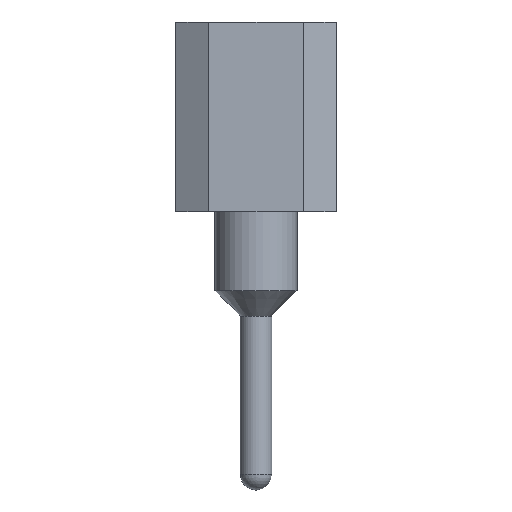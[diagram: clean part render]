
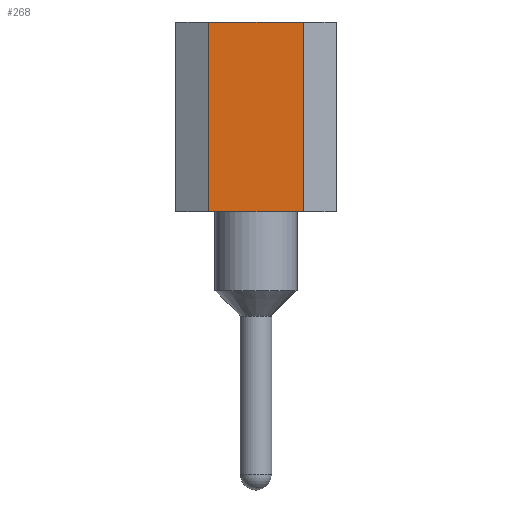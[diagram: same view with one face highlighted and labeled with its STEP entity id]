
A CAD part, left-side view. The second image highlights one B-rep face of the part: STEP entity #268.
In plain terms, the highlighted planar face has unit normal (-1, 0, 0).
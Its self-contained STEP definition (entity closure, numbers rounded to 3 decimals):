
#268=ADVANCED_FACE('',(#2054),#2056,.T.);
#2054=FACE_BOUND('',#2055,.T.);
#2055=EDGE_LOOP('',(#3543,#3544,#3545,#3546));
#2056=PLANE('',#2057);
#2057=AXIS2_PLACEMENT_3D('',#2058,#2059,#2060);
#2058=CARTESIAN_POINT('',(-1.27,0.75,1.65));
#2059=DIRECTION('',(-1.,0.,0.));
#2060=DIRECTION('',(0.,-1.,0.));
#3543=ORIENTED_EDGE('',*,*,#4282,.T.);
#3544=ORIENTED_EDGE('',*,*,#4320,.T.);
#3545=ORIENTED_EDGE('',*,*,#4239,.F.);
#3546=ORIENTED_EDGE('',*,*,#4319,.F.);
#4239=EDGE_CURVE('',#4648,#4650,#4651,.T.);
#4282=EDGE_CURVE('',#4736,#4734,#4737,.T.);
#4319=EDGE_CURVE('',#4736,#4648,#4805,.T.);
#4320=EDGE_CURVE('',#4734,#4650,#4806,.T.);
#4648=VERTEX_POINT('',#5340);
#4650=VERTEX_POINT('',#5344);
#4651=LINE('',#5345,#5346);
#4734=VERTEX_POINT('',#5519);
#4736=VERTEX_POINT('',#5523);
#4737=LINE('',#5524,#5525);
#4805=LINE('',#5667,#5668);
#4806=LINE('',#5670,#5671);
#5340=CARTESIAN_POINT('',(-1.27,0.75,4.65));
#5344=CARTESIAN_POINT('',(-1.27,-0.75,4.65));
#5345=CARTESIAN_POINT('',(-1.27,0.75,4.65));
#5346=VECTOR('',#5347,1.);
#5347=DIRECTION('',(0.,-1.,0.));
#5519=CARTESIAN_POINT('',(-1.27,-0.75,1.65));
#5523=CARTESIAN_POINT('',(-1.27,0.75,1.65));
#5524=CARTESIAN_POINT('',(-1.27,0.75,1.65));
#5525=VECTOR('',#5526,1.);
#5526=DIRECTION('',(0.,-1.,0.));
#5667=CARTESIAN_POINT('',(-1.27,0.75,1.65));
#5668=VECTOR('',#5669,1.);
#5669=DIRECTION('',(0.,0.,1.));
#5670=CARTESIAN_POINT('',(-1.27,-0.75,1.65));
#5671=VECTOR('',#5672,1.);
#5672=DIRECTION('',(0.,0.,1.));
